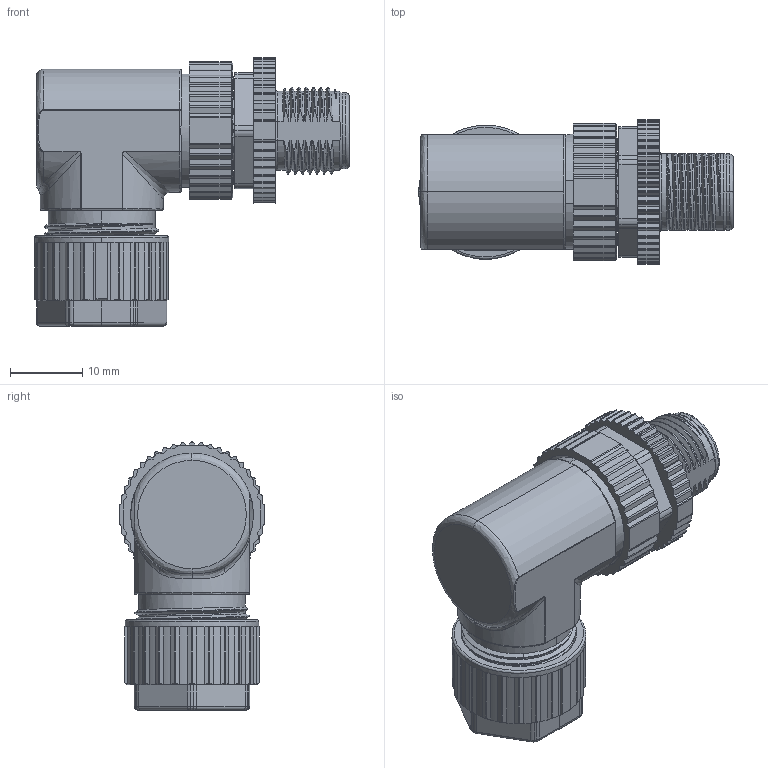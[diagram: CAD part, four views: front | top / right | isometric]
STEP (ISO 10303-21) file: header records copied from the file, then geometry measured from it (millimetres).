
FILE_DESCRIPTION (( 'STEP AP214' ), '1' );
FILE_NAME ('M12FT5BM90_3D.step', '2024-11-11T16:30:20', ( '' ), ( '' ), 'SwSTEP 2.0', 'SolidWorks 2022', '' );
FILE_SCHEMA (( 'AUTOMOTIVE_DESIGN' ));
Length unit declared in the file: millimetre
Products named in the file (1): M12FT5BM90_3D
Bounding box: 43.45 x 19.93 x 37.05 mm (x, y, z)
Volume: 9060.2 mm3; surface area: 11163.8 mm2
Topology: 6 solids, 6 shells, 1886 faces, 5357 edges, 3474 vertices
Faces by surface type: plane 733, cylinder 639, bspline 413, cone 101
Entity records: 114821 total; most frequent: CARTESIAN_POINT 54618, ORIENTED_EDGE 10668, DIRECTION 7934, EDGE_CURVE 5334, VERTEX_POINT 3474, AXIS2_PLACEMENT_3D 2689, LINE 2556, VECTOR 2556
